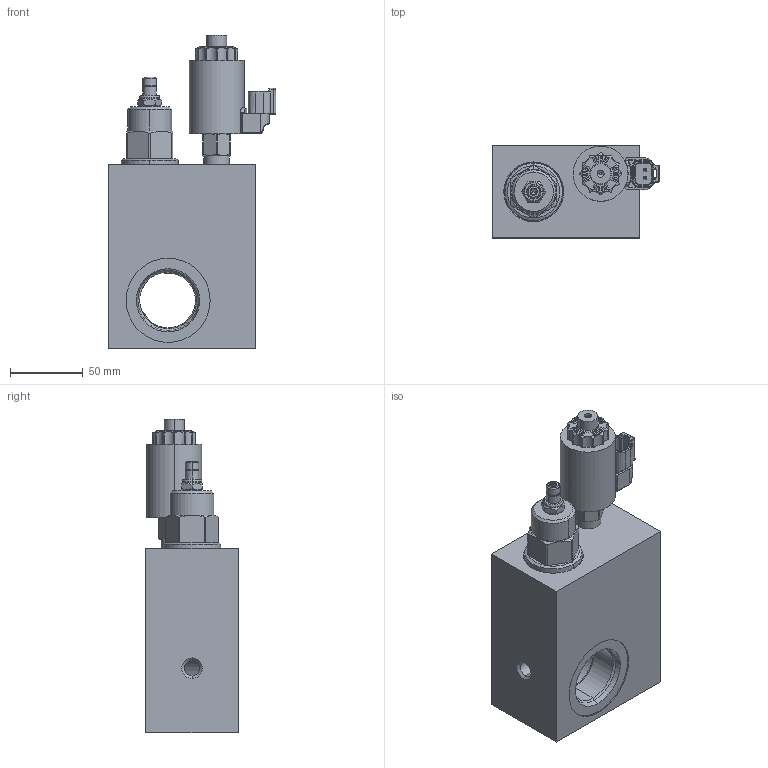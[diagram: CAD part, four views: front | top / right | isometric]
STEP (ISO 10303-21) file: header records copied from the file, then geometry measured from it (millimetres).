
FILE_DESCRIPTION((''),'2;1');
FILE_NAME('XRGXLANFN912_ASM','2019-07-26T',('ProEService'),(''),'PRO/ENGINEER BY PARAMETRIC TECHNOLOGY CORPORATION, 2014200','PRO/ENGINEER BY PARAMETRIC TECHNOLOGY CORPORATION, 2014200','');
FILE_SCHEMA(('CONFIG_CONTROL_DESIGN'));
Length unit declared in the file: inch
Products named in the file (4): 157-449-006; RVGALAN; DTAFMHN912; XRGXLANFN912_ASM
Assembly tree (3 placements, depth 2):
  XRGXLANFN912_ASM
    157-449-006
    RVGALAN
    DTAFMHN912
Bounding box: 115.52 x 63.5 x 216.1 mm (x, y, z)
Volume: 771961.9 mm3; surface area: 139189.3 mm2
Topology: 12 solids, 12 shells, 1093 faces, 3030 edges, 2130 vertices
Faces by surface type: plane 386, cylinder 353, cone 192, torus 121, revolution 20, bspline 14, sphere 7
Entity records: 40137 total; most frequent: CARTESIAN_POINT 12324, DIRECTION 5909, ORIENTED_EDGE 5422, EDGE_CURVE 2711, AXIS2_PLACEMENT_3D 2204, VERTEX_POINT 1704, VECTOR 1481, LINE 1481
